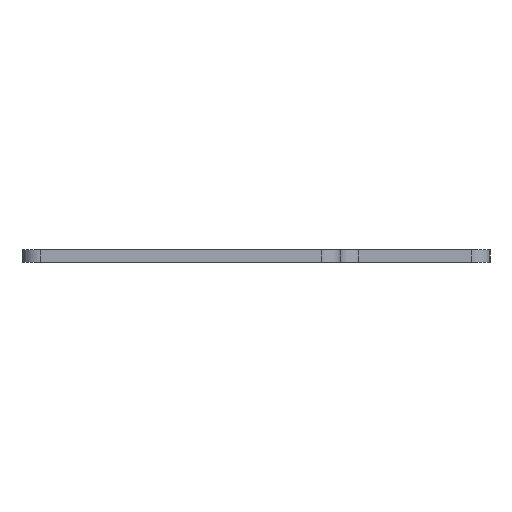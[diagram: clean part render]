
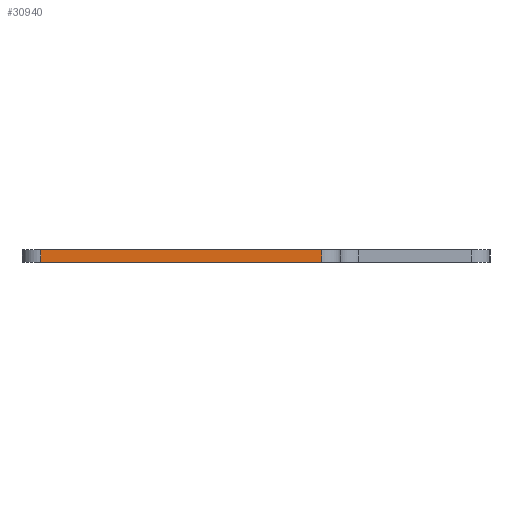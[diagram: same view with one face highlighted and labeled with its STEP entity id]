
A CAD part, left-side view. The second image highlights one B-rep face of the part: STEP entity #30940.
In plain terms, the highlighted planar face has unit normal (-1, 0, 0).
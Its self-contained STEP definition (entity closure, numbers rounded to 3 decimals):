
#84 = PLANE('',#85);
#85 = AXIS2_PLACEMENT_3D('',#86,#87,#88);
#86 = CARTESIAN_POINT('',(161.925,-127.764,1.6));
#87 = DIRECTION('',(0.,0.,1.));
#88 = DIRECTION('',(1.,0.,0.));
#139 = PLANE('',#140);
#140 = AXIS2_PLACEMENT_3D('',#141,#142,#143);
#141 = CARTESIAN_POINT('',(161.925,-127.764,0.));
#142 = DIRECTION('',(0.,0.,1.));
#143 = DIRECTION('',(1.,0.,0.));
#270 = CYLINDRICAL_SURFACE('',#271,2.381);
#271 = AXIS2_PLACEMENT_3D('',#272,#273,#274);
#272 = CARTESIAN_POINT('',(67.866,-101.203,0.));
#273 = DIRECTION('',(0.,0.,-1.));
#274 = DIRECTION('',(1.,0.,0.));
#309 = VERTEX_POINT('',#310);
#310 = CARTESIAN_POINT('',(65.484,-101.203,0.));
#332 = EDGE_CURVE('',#309,#333,#335,.T.);
#333 = VERTEX_POINT('',#334);
#334 = CARTESIAN_POINT('',(65.484,-136.922,0.));
#335 = SURFACE_CURVE('',#336,(#340,#347),.PCURVE_S1.);
#336 = LINE('',#337,#338);
#337 = CARTESIAN_POINT('',(65.484,-101.203,0.));
#338 = VECTOR('',#339,1.);
#339 = DIRECTION('',(0.,-1.,0.));
#340 = PCURVE('',#139,#341);
#341 = DEFINITIONAL_REPRESENTATION('',(#342),#346);
#342 = LINE('',#343,#344);
#343 = CARTESIAN_POINT('',(-96.441,26.561));
#344 = VECTOR('',#345,1.);
#345 = DIRECTION('',(0.,-1.));
#346 = ( GEOMETRIC_REPRESENTATION_CONTEXT(2) 
PARAMETRIC_REPRESENTATION_CONTEXT() REPRESENTATION_CONTEXT('2D SPACE',''
  ) );
#347 = PCURVE('',#348,#353);
#348 = PLANE('',#349);
#349 = AXIS2_PLACEMENT_3D('',#350,#351,#352);
#350 = CARTESIAN_POINT('',(65.484,-101.203,0.));
#351 = DIRECTION('',(1.,0.,0.));
#352 = DIRECTION('',(0.,-1.,0.));
#353 = DEFINITIONAL_REPRESENTATION('',(#354),#358);
#354 = LINE('',#355,#356);
#355 = CARTESIAN_POINT('',(0.,0.));
#356 = VECTOR('',#357,1.);
#357 = DIRECTION('',(1.,0.));
#358 = ( GEOMETRIC_REPRESENTATION_CONTEXT(2) 
PARAMETRIC_REPRESENTATION_CONTEXT() REPRESENTATION_CONTEXT('2D SPACE',''
  ) );
#377 = CYLINDRICAL_SURFACE('',#378,2.381);
#378 = AXIS2_PLACEMENT_3D('',#379,#380,#381);
#379 = CARTESIAN_POINT('',(67.866,-136.922,0.));
#380 = DIRECTION('',(0.,0.,-1.));
#381 = DIRECTION('',(1.,0.,0.));
#16960 = VERTEX_POINT('',#16961);
#16961 = CARTESIAN_POINT('',(65.484,-101.203,1.6));
#16983 = EDGE_CURVE('',#16960,#16984,#16986,.T.);
#16984 = VERTEX_POINT('',#16985);
#16985 = CARTESIAN_POINT('',(65.484,-136.922,1.6));
#16986 = SURFACE_CURVE('',#16987,(#16991,#16998),.PCURVE_S1.);
#16987 = LINE('',#16988,#16989);
#16988 = CARTESIAN_POINT('',(65.484,-101.203,1.6));
#16989 = VECTOR('',#16990,1.);
#16990 = DIRECTION('',(0.,-1.,0.));
#16991 = PCURVE('',#84,#16992);
#16992 = DEFINITIONAL_REPRESENTATION('',(#16993),#16997);
#16993 = LINE('',#16994,#16995);
#16994 = CARTESIAN_POINT('',(-96.441,26.561));
#16995 = VECTOR('',#16996,1.);
#16996 = DIRECTION('',(0.,-1.));
#16997 = ( GEOMETRIC_REPRESENTATION_CONTEXT(2) 
PARAMETRIC_REPRESENTATION_CONTEXT() REPRESENTATION_CONTEXT('2D SPACE',''
  ) );
#16998 = PCURVE('',#348,#16999);
#16999 = DEFINITIONAL_REPRESENTATION('',(#17000),#17004);
#17000 = LINE('',#17001,#17002);
#17001 = CARTESIAN_POINT('',(0.,-1.6));
#17002 = VECTOR('',#17003,1.);
#17003 = DIRECTION('',(1.,0.));
#17004 = ( GEOMETRIC_REPRESENTATION_CONTEXT(2) 
PARAMETRIC_REPRESENTATION_CONTEXT() REPRESENTATION_CONTEXT('2D SPACE',''
  ) );
#30892 = EDGE_CURVE('',#309,#16960,#30893,.T.);
#30893 = SURFACE_CURVE('',#30894,(#30898,#30905),.PCURVE_S1.);
#30894 = LINE('',#30895,#30896);
#30895 = CARTESIAN_POINT('',(65.484,-101.203,0.));
#30896 = VECTOR('',#30897,1.);
#30897 = DIRECTION('',(0.,0.,1.));
#30898 = PCURVE('',#270,#30899);
#30899 = DEFINITIONAL_REPRESENTATION('',(#30900),#30904);
#30900 = LINE('',#30901,#30902);
#30901 = CARTESIAN_POINT('',(-3.142,0.));
#30902 = VECTOR('',#30903,1.);
#30903 = DIRECTION('',(0.,-1.));
#30904 = ( GEOMETRIC_REPRESENTATION_CONTEXT(2) 
PARAMETRIC_REPRESENTATION_CONTEXT() REPRESENTATION_CONTEXT('2D SPACE',''
  ) );
#30905 = PCURVE('',#348,#30906);
#30906 = DEFINITIONAL_REPRESENTATION('',(#30907),#30911);
#30907 = LINE('',#30908,#30909);
#30908 = CARTESIAN_POINT('',(0.,0.));
#30909 = VECTOR('',#30910,1.);
#30910 = DIRECTION('',(0.,-1.));
#30911 = ( GEOMETRIC_REPRESENTATION_CONTEXT(2) 
PARAMETRIC_REPRESENTATION_CONTEXT() REPRESENTATION_CONTEXT('2D SPACE',''
  ) );
#30940 = ADVANCED_FACE('',(#30941),#348,.F.);
#30941 = FACE_BOUND('',#30942,.F.);
#30942 = EDGE_LOOP('',(#30943,#30944,#30945,#30966));
#30943 = ORIENTED_EDGE('',*,*,#30892,.T.);
#30944 = ORIENTED_EDGE('',*,*,#16983,.T.);
#30945 = ORIENTED_EDGE('',*,*,#30946,.F.);
#30946 = EDGE_CURVE('',#333,#16984,#30947,.T.);
#30947 = SURFACE_CURVE('',#30948,(#30952,#30959),.PCURVE_S1.);
#30948 = LINE('',#30949,#30950);
#30949 = CARTESIAN_POINT('',(65.484,-136.922,0.));
#30950 = VECTOR('',#30951,1.);
#30951 = DIRECTION('',(0.,0.,1.));
#30952 = PCURVE('',#348,#30953);
#30953 = DEFINITIONAL_REPRESENTATION('',(#30954),#30958);
#30954 = LINE('',#30955,#30956);
#30955 = CARTESIAN_POINT('',(35.719,0.));
#30956 = VECTOR('',#30957,1.);
#30957 = DIRECTION('',(0.,-1.));
#30958 = ( GEOMETRIC_REPRESENTATION_CONTEXT(2) 
PARAMETRIC_REPRESENTATION_CONTEXT() REPRESENTATION_CONTEXT('2D SPACE',''
  ) );
#30959 = PCURVE('',#377,#30960);
#30960 = DEFINITIONAL_REPRESENTATION('',(#30961),#30965);
#30961 = LINE('',#30962,#30963);
#30962 = CARTESIAN_POINT('',(-3.142,0.));
#30963 = VECTOR('',#30964,1.);
#30964 = DIRECTION('',(0.,-1.));
#30965 = ( GEOMETRIC_REPRESENTATION_CONTEXT(2) 
PARAMETRIC_REPRESENTATION_CONTEXT() REPRESENTATION_CONTEXT('2D SPACE',''
  ) );
#30966 = ORIENTED_EDGE('',*,*,#332,.F.);
